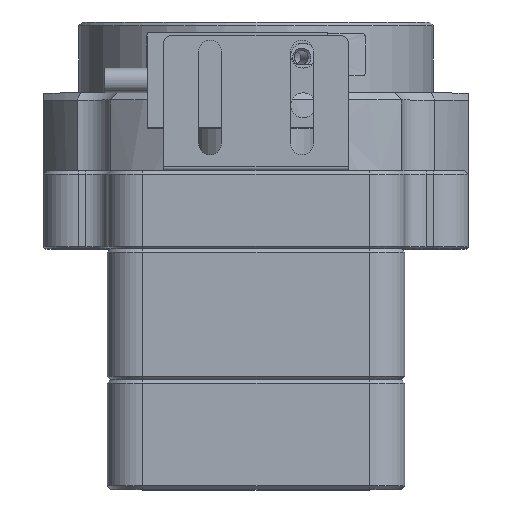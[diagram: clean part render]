
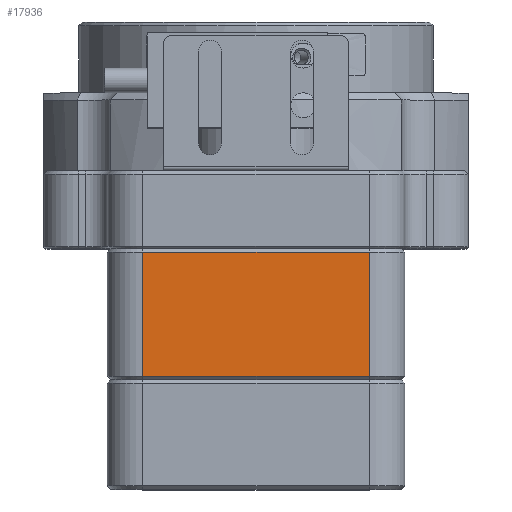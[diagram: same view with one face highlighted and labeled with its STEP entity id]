
A CAD part, top view. The second image highlights one B-rep face of the part: STEP entity #17936.
In plain terms, the highlighted planar face has unit normal (0, 0, 1).
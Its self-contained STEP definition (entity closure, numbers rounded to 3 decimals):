
#601 = EDGE_CURVE ( 'NONE', #8343, #7497, #22541, .T. ) ;
#1977 = CARTESIAN_POINT ( 'NONE',  ( -16., -18., 50.846 ) ) ;
#6471 = ORIENTED_EDGE ( 'NONE', *, *, #601, .T. ) ;
#6721 = VERTEX_POINT ( 'NONE', #1977 ) ;
#7497 = VERTEX_POINT ( 'NONE', #21582 ) ;
#7604 = VERTEX_POINT ( 'NONE', #20068 ) ;
#8343 = VERTEX_POINT ( 'NONE', #11999 ) ;
#8823 = DIRECTION ( 'NONE',  ( 0., -1., 0. ) ) ;
#8847 = CARTESIAN_POINT ( 'NONE',  ( 16., 0., 50.846 ) ) ;
#8852 = LINE ( 'NONE', #8847, #9696 ) ;
#9696 = VECTOR ( 'NONE', #8823, 1000. ) ;
#11999 = CARTESIAN_POINT ( 'NONE',  ( 16., -0.5, 50.846 ) ) ;
#12123 = ORIENTED_EDGE ( 'NONE', *, *, #23515, .T. ) ;
#12191 = ORIENTED_EDGE ( 'NONE', *, *, #26659, .T. ) ;
#12262 = ORIENTED_EDGE ( 'NONE', *, *, #15521, .F. ) ;
#13034 = DIRECTION ( 'NONE',  ( -1., 0., 0. ) ) ;
#13037 = DIRECTION ( 'NONE',  ( 0., 0., -1. ) ) ;
#13068 = CARTESIAN_POINT ( 'NONE',  ( 16., 0., 50.846 ) ) ;
#13073 = PLANE ( 'NONE',  #28222 ) ;
#13079 = FACE_OUTER_BOUND ( 'NONE', #24318, .T. ) ;
#13908 = VECTOR ( 'NONE', #16026, 1000. ) ;
#15521 = EDGE_CURVE ( 'NONE', #8343, #7604, #8852, .T. ) ;
#15788 = DIRECTION ( 'NONE',  ( 0., -1., 0. ) ) ;
#15791 = CARTESIAN_POINT ( 'NONE',  ( -16., 0., 50.846 ) ) ;
#15821 = LINE ( 'NONE', #15791, #16840 ) ;
#16026 = DIRECTION ( 'NONE',  ( 1., 0., 0. ) ) ;
#16033 = CARTESIAN_POINT ( 'NONE',  ( 16., -18., 50.846 ) ) ;
#16059 = LINE ( 'NONE', #16033, #13908 ) ;
#16840 = VECTOR ( 'NONE', #15788, 1000. ) ;
#17936 = ADVANCED_FACE ( 'NONE', ( #13079 ), #13073, .F. ) ;
#20068 = CARTESIAN_POINT ( 'NONE',  ( 16., -18., 50.846 ) ) ;
#21582 = CARTESIAN_POINT ( 'NONE',  ( -16., -0.5, 50.846 ) ) ;
#22474 = DIRECTION ( 'NONE',  ( -1., 0., 0. ) ) ;
#22515 = CARTESIAN_POINT ( 'NONE',  ( -16., -0.5, 50.846 ) ) ;
#22541 = LINE ( 'NONE', #22515, #26187 ) ;
#23515 = EDGE_CURVE ( 'NONE', #7497, #6721, #15821, .T. ) ;
#24318 = EDGE_LOOP ( 'NONE', ( #12123, #12191, #12262, #6471 ) ) ;
#26187 = VECTOR ( 'NONE', #22474, 1000. ) ;
#26659 = EDGE_CURVE ( 'NONE', #6721, #7604, #16059, .T. ) ;
#28222 = AXIS2_PLACEMENT_3D ( 'NONE', #13068, #13037, #13034 ) ;
